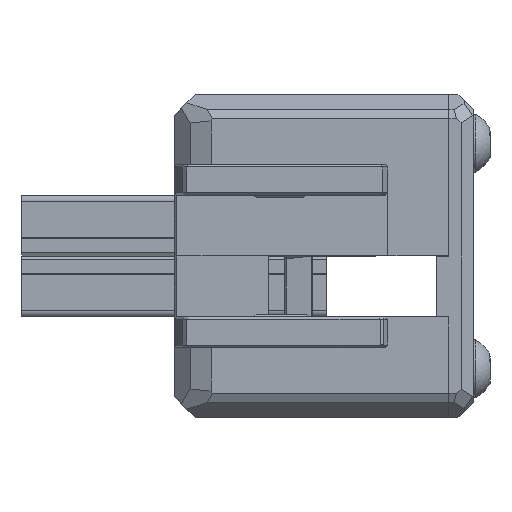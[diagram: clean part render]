
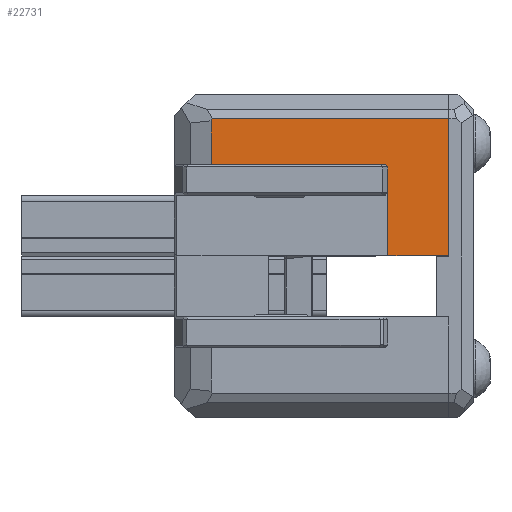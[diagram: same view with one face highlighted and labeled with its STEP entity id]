
A CAD part, left-side view. The second image highlights one B-rep face of the part: STEP entity #22731.
In plain terms, the highlighted planar face has unit normal (-1, 0, 0).
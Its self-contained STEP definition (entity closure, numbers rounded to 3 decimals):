
#1981=FACE_OUTER_BOUND('',#3284,.T.);
#3284=EDGE_LOOP('',(#20163,#20164,#20165,#20166,#20167,#20168,#20169,#20170));
#5876=LINE('',#37371,#8664);
#5926=LINE('',#37480,#8714);
#5928=LINE('',#37483,#8716);
#5968=LINE('',#37563,#8756);
#5969=LINE('',#37565,#8757);
#5970=LINE('',#37567,#8758);
#5971=LINE('',#37569,#8759);
#5972=LINE('',#37570,#8760);
#8664=VECTOR('',#30164,1000.);
#8714=VECTOR('',#30256,10.);
#8716=VECTOR('',#30260,10.);
#8756=VECTOR('',#30324,1000.);
#8757=VECTOR('',#30325,1000.);
#8758=VECTOR('',#30326,10.);
#8759=VECTOR('',#30327,10.);
#8760=VECTOR('',#30328,10.);
#10824=VERTEX_POINT('',#37368);
#10825=VERTEX_POINT('',#37370);
#10862=VERTEX_POINT('',#37477);
#10863=VERTEX_POINT('',#37479);
#10891=VERTEX_POINT('',#37562);
#10892=VERTEX_POINT('',#37564);
#10893=VERTEX_POINT('',#37566);
#10894=VERTEX_POINT('',#37568);
#13911=EDGE_CURVE('',#10824,#10825,#5876,.T.);
#13965=EDGE_CURVE('',#10863,#10862,#5926,.T.);
#13967=EDGE_CURVE('',#10863,#10824,#5928,.F.);
#14007=EDGE_CURVE('',#10862,#10891,#5968,.T.);
#14008=EDGE_CURVE('',#10892,#10891,#5969,.T.);
#14009=EDGE_CURVE('',#10892,#10893,#5970,.F.);
#14010=EDGE_CURVE('',#10894,#10893,#5971,.T.);
#14011=EDGE_CURVE('',#10825,#10894,#5972,.T.);
#20163=ORIENTED_EDGE('',*,*,#13965,.T.);
#20164=ORIENTED_EDGE('',*,*,#14007,.T.);
#20165=ORIENTED_EDGE('',*,*,#14008,.F.);
#20166=ORIENTED_EDGE('',*,*,#14009,.T.);
#20167=ORIENTED_EDGE('',*,*,#14010,.F.);
#20168=ORIENTED_EDGE('',*,*,#14011,.F.);
#20169=ORIENTED_EDGE('',*,*,#13911,.F.);
#20170=ORIENTED_EDGE('',*,*,#13967,.F.);
#21518=PLANE('',#24569);
#22731=ADVANCED_FACE('',(#1981),#21518,.T.);
#24569=AXIS2_PLACEMENT_3D('',#37561,#30322,#30323);
#30164=DIRECTION('',(0.,1.,0.));
#30256=DIRECTION('',(0.,0.,-1.));
#30260=DIRECTION('',(0.,-0.707,-0.707));
#30322=DIRECTION('center_axis',(-1.,0.,0.));
#30323=DIRECTION('ref_axis',(0.,1.,0.));
#30324=DIRECTION('',(0.,-1.,0.));
#30325=DIRECTION('',(0.,0.,-1.));
#30326=DIRECTION('',(0.,-1.,0.));
#30327=DIRECTION('',(0.,-0.572,0.82));
#30328=DIRECTION('',(0.,0.,1.));
#37368=CARTESIAN_POINT('',(-94.878,3.247,103.406));
#37370=CARTESIAN_POINT('',(-94.878,31.847,103.406));
#37371=CARTESIAN_POINT('',(-94.878,-5.403,103.406));
#37477=CARTESIAN_POINT('',(-94.878,2.847,88.406));
#37479=CARTESIAN_POINT('',(-94.878,2.847,103.006));
#37480=CARTESIAN_POINT('',(-94.878,2.847,95.033));
#37483=CARTESIAN_POINT('',(-94.878,2.235,102.394));
#37561=CARTESIAN_POINT('Origin',(-94.878,16.347,86.659));
#37562=CARTESIAN_POINT('',(-94.878,-7.153,88.406));
#37563=CARTESIAN_POINT('',(-94.878,16.347,88.406));
#37564=CARTESIAN_POINT('',(-94.878,-7.153,110.906));
#37565=CARTESIAN_POINT('',(-94.878,-7.153,101.906));
#37566=CARTESIAN_POINT('',(-94.878,31.617,110.906));
#37567=CARTESIAN_POINT('',(-94.878,17.684,110.906));
#37568=CARTESIAN_POINT('',(-94.878,31.847,110.576));
#37569=CARTESIAN_POINT('',(-94.878,36.907,103.314));
#37570=CARTESIAN_POINT('',(-94.878,31.847,95.033));
